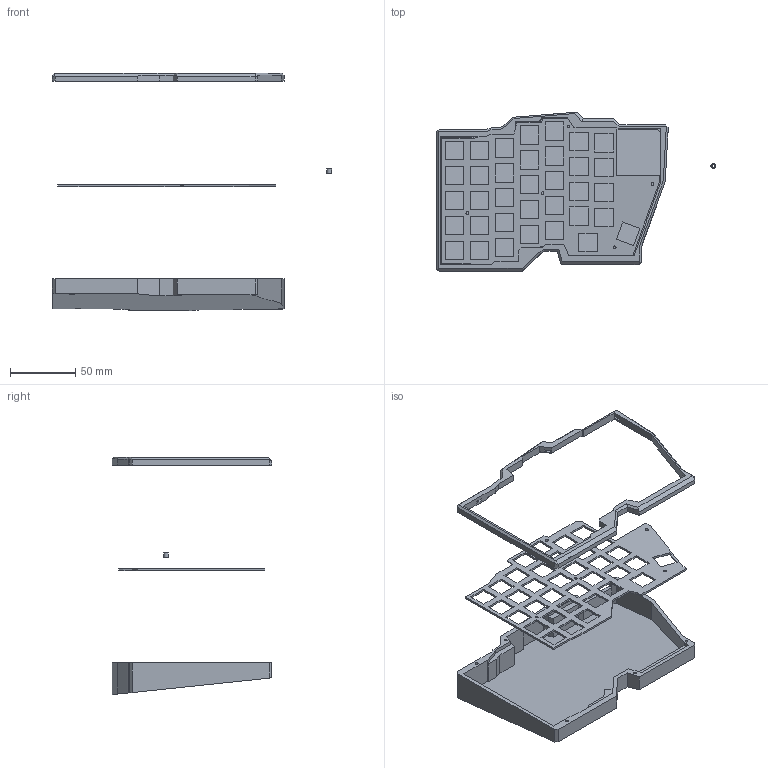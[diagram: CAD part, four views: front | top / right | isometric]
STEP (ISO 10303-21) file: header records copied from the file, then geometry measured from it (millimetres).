
FILE_DESCRIPTION(/* description */ (''),/* implementation_level */ '2;1');
FILE_NAME(/* name */ '7x5_ergo.step',/* time_stamp */ '2022-01-25T08:42:53-08:00',/* author */ (''),/* organization */ (''),/* preprocessor_version */ 'ST-DEVELOPER v18.1',/* originating_system */ 'Autodesk Translation Framework v10.13.0.1454',/* authorisation */ '');
FILE_SCHEMA (('AUTOMOTIVE_DESIGN { 1 0 10303 214 3 1 1 }'));
Length unit declared in the file: millimetre
Products named in the file (1): Kailh_Hotswap_plate
Bounding box: 213.29 x 121.93 x 181.31 mm (x, y, z)
Volume: 109965.7 mm3; surface area: 88609.9 mm2
Topology: 4 solids, 4 shells, 417 faces, 1162 edges, 765 vertices
Faces by surface type: plane 389, cylinder 28
Full cylindrical faces by diameter (mm): 2.1 x20, 3.3 x7, 3.5 x1
Entity records: 13354 total; most frequent: CARTESIAN_POINT 2345, ORIENTED_EDGE 2324, DIRECTION 2054, EDGE_CURVE 1162, LINE 1106, VECTOR 1106, VERTEX_POINT 765, EDGE_LOOP 541
